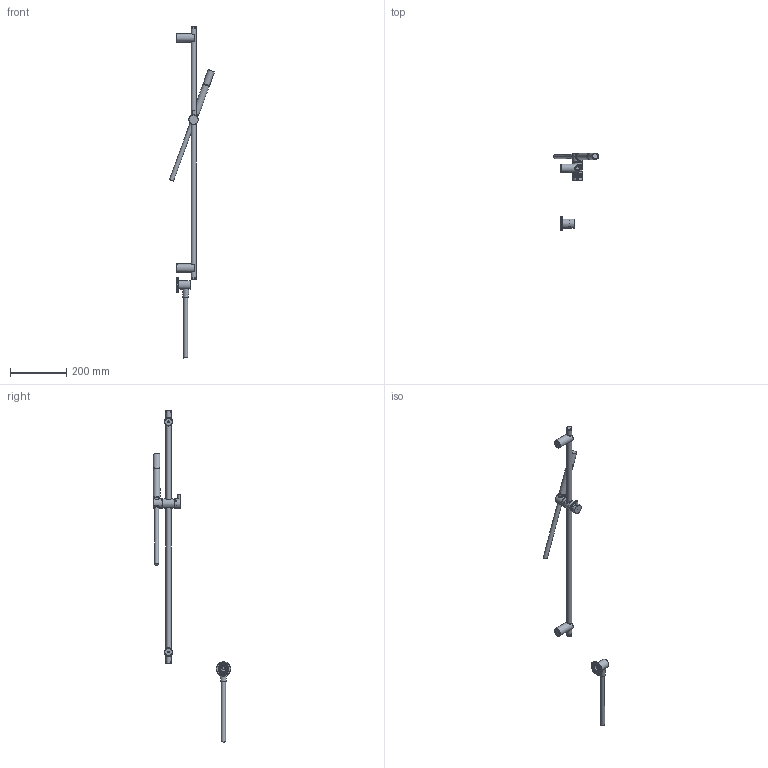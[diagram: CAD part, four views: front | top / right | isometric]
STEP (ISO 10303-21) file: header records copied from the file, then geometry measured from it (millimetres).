
FILE_DESCRIPTION(/* description */ ('Unknown'),/* implementation_level */ '2;1');
FILE_NAME(/* name */ 'AR317-00 Rel1',/* time_stamp */ '2025-01-31T15:53:39+01:00',/* author */ ('Unknown'),/* organization */ ('Unknown'),/* preprocessor_version */ 'ST-DEVELOPER v19.4',/* originating_system */ 'Solid Edge',/* authorisation */ 'Unknown');
FILE_SCHEMA (('AUTOMOTIVE_DESIGN {1 0 10303 214 3 1 1}'));
Length unit declared in the file: millimetre
Products named in the file (21): AR317-00 Rel1; AR517-00_oa_0; AR517-01; AR517-02; AR306-00 Rel1_oa_1; AR307-01; AR307-02; B009-16; AR307-03; AR306-001_oa_2; AR306-01; AR306-16; AR306-08; AR306-15; AR306-002; AR306-02; AR306-03; AR015-00; AR352-00_oa_3; C063155_00101ZZ INOX; A101064_01500ZZ
Assembly tree (25 placements, depth 5):
  AR317-00 Rel1
    AR517-00_oa_0
      AR517-01
      AR517-02
    AR306-00 Rel1_oa_1
      AR307-01  x2
      AR307-02
      B009-16  x2
      AR307-03  x2
      AR306-001_oa_2
        AR306-01
        AR306-16
        AR306-08  x2
        AR306-15
        AR306-002
          AR306-02
          AR306-03
    AR015-00  x2
    AR352-00_oa_3
      C063155_00101ZZ INOX
      A101064_01500ZZ
Bounding box: 160.37 x 276.18 x 1181.85 mm (x, y, z)
Volume: 306793.1 mm3; surface area: 210094.5 mm2
Topology: 20 solids, 20 shells, 631 faces, 1593 edges, 1022 vertices
Faces by surface type: cylinder 256, plane 187, torus 65, cone 59, bspline 44, sphere 20
Full cylindrical faces by diameter (mm): 1.2 x29, 4 x2, 4.134 x2, 4.2 x1, 4.5 x1, 4.8 x1, 4.917 x1, 6 x3, 7.7 x1, 8 x3, 8.1 x1, 10 x1, 12 x2, 12.85 x2, 13.8 x1, 15 x2, 15.2 x1, 15.7 x4, 16 x1, 16.3 x1, 16.5 x2, 18 x3, 18.6 x6, 19 x3, 20 x1, 20.3 x1, 20.8 x1, 21.1 x2, 21.4 x2, 21.8 x1
Entity records: 21765 total; most frequent: CARTESIAN_POINT 7328, DIRECTION 2530, ORIENTED_EDGE 2362, EDGE_CURVE 1181, AXIS2_PLACEMENT_3D 1119, VERTEX_POINT 839, FACE_BOUND 822, EDGE_LOOP 820
